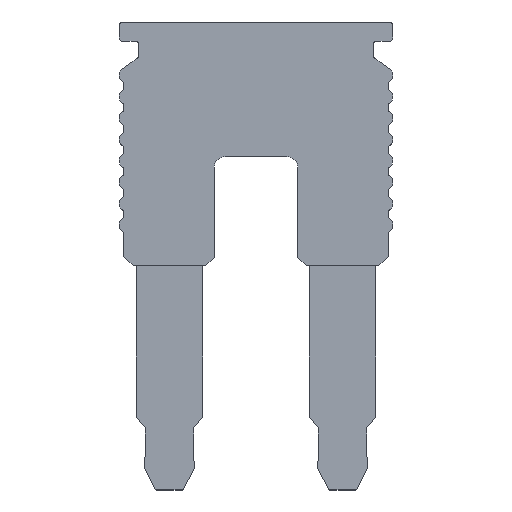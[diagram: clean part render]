
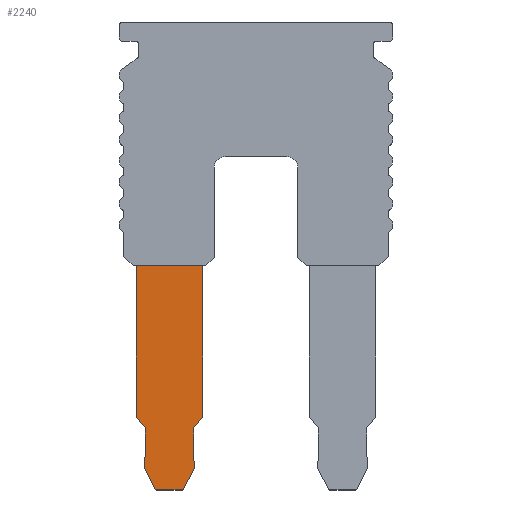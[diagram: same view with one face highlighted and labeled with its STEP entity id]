
A CAD part, top view. The second image highlights one B-rep face of the part: STEP entity #2240.
In plain terms, the highlighted planar face has unit normal (0, 0, 1).
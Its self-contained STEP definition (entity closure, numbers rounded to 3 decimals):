
#669=DIRECTION('',(-1.,0.,0.));
#670=VECTOR('',#669,6.2);
#671=CARTESIAN_POINT('',(-19.356,-8.916,2.15));
#672=LINE('',#671,#670);
#789=DIRECTION('',(0.,1.,0.));
#790=VECTOR('',#789,14.2);
#791=CARTESIAN_POINT('',(-19.356,-23.116,2.15));
#792=LINE('',#791,#790);
#793=DIRECTION('',(0.648,0.762,0.));
#794=VECTOR('',#793,1.312);
#795=CARTESIAN_POINT('',(-20.206,-24.116,2.15));
#796=LINE('',#795,#794);
#797=DIRECTION('',(-0.015,1.,0.));
#798=VECTOR('',#797,3.3);
#799=CARTESIAN_POINT('',(-20.156,-27.416,2.15));
#800=LINE('',#799,#798);
#801=DIRECTION('',(0.,1.,0.));
#802=VECTOR('',#801,0.5);
#803=CARTESIAN_POINT('',(-20.156,-27.916,2.15));
#804=LINE('',#803,#802);
#805=DIRECTION('',(0.447,0.895,0.));
#806=VECTOR('',#805,2.112);
#807=CARTESIAN_POINT('',(-21.099,-29.806,2.15));
#808=LINE('',#807,#806);
#809=CARTESIAN_POINT('',(-21.278,-29.716,2.15));
#810=DIRECTION('',(0.,0.,1.));
#811=DIRECTION('',(0.,-1.,0.));
#812=AXIS2_PLACEMENT_3D('',#809,#810,#811);
#814=DIRECTION('',(1.,0.,0.));
#815=VECTOR('',#814,2.356);
#816=CARTESIAN_POINT('',(-23.634,-29.916,2.15));
#817=LINE('',#816,#815);
#818=CARTESIAN_POINT('',(-23.634,-29.716,2.15));
#819=DIRECTION('',(0.,0.,1.));
#820=DIRECTION('',(-0.895,-0.447,0.));
#821=AXIS2_PLACEMENT_3D('',#818,#819,#820);
#823=DIRECTION('',(0.447,-0.895,0.));
#824=VECTOR('',#823,2.112);
#825=CARTESIAN_POINT('',(-24.756,-27.916,2.15));
#826=LINE('',#825,#824);
#827=DIRECTION('',(0.,-1.,0.));
#828=VECTOR('',#827,0.5);
#829=CARTESIAN_POINT('',(-24.756,-27.416,2.15));
#830=LINE('',#829,#828);
#831=DIRECTION('',(-0.015,-1.,0.));
#832=VECTOR('',#831,3.3);
#833=CARTESIAN_POINT('',(-24.706,-24.116,2.15));
#834=LINE('',#833,#832);
#835=DIRECTION('',(0.648,-0.762,0.));
#836=VECTOR('',#835,1.312);
#837=CARTESIAN_POINT('',(-25.556,-23.116,2.15));
#838=LINE('',#837,#836);
#839=DIRECTION('',(0.,-1.,0.));
#840=VECTOR('',#839,14.2);
#841=CARTESIAN_POINT('',(-25.556,-8.916,2.15));
#842=LINE('',#841,#840);
#1405=CARTESIAN_POINT('',(-25.556,-23.116,2.15));
#1406=CARTESIAN_POINT('',(-24.706,-24.116,2.15));
#1407=VERTEX_POINT('',#1405);
#1408=VERTEX_POINT('',#1406);
#1409=CARTESIAN_POINT('',(-24.756,-27.416,2.15));
#1410=VERTEX_POINT('',#1409);
#1411=CARTESIAN_POINT('',(-24.756,-27.916,2.15));
#1412=VERTEX_POINT('',#1411);
#1413=CARTESIAN_POINT('',(-23.813,-29.806,2.15));
#1414=VERTEX_POINT('',#1413);
#1415=CARTESIAN_POINT('',(-23.634,-29.916,2.15));
#1416=VERTEX_POINT('',#1415);
#1417=CARTESIAN_POINT('',(-21.278,-29.916,2.15));
#1418=VERTEX_POINT('',#1417);
#1419=CARTESIAN_POINT('',(-21.099,-29.806,2.15));
#1420=VERTEX_POINT('',#1419);
#1421=CARTESIAN_POINT('',(-20.156,-27.916,2.15));
#1422=VERTEX_POINT('',#1421);
#1423=CARTESIAN_POINT('',(-20.156,-27.416,2.15));
#1424=VERTEX_POINT('',#1423);
#1425=CARTESIAN_POINT('',(-20.206,-24.116,2.15));
#1426=VERTEX_POINT('',#1425);
#1427=CARTESIAN_POINT('',(-19.356,-23.116,2.15));
#1428=VERTEX_POINT('',#1427);
#1457=CARTESIAN_POINT('',(-19.356,-8.916,2.15));
#1458=CARTESIAN_POINT('',(-25.556,-8.916,2.15));
#1459=VERTEX_POINT('',#1457);
#1460=VERTEX_POINT('',#1458);
#2207=CARTESIAN_POINT('',(0.,0.,2.15));
#2208=DIRECTION('',(0.,0.,1.));
#2209=DIRECTION('',(1.,0.,0.));
#2210=AXIS2_PLACEMENT_3D('',#2207,#2208,#2209);
#2211=PLANE('',#2210);
#2212=ORIENTED_EDGE('',*,*,#2104,.F.);
#2214=ORIENTED_EDGE('',*,*,#2213,.F.);
#2216=ORIENTED_EDGE('',*,*,#2215,.F.);
#2218=ORIENTED_EDGE('',*,*,#2217,.F.);
#2220=ORIENTED_EDGE('',*,*,#2219,.F.);
#2222=ORIENTED_EDGE('',*,*,#2221,.F.);
#2224=ORIENTED_EDGE('',*,*,#2223,.F.);
#2226=ORIENTED_EDGE('',*,*,#2225,.F.);
#2228=ORIENTED_EDGE('',*,*,#2227,.F.);
#2230=ORIENTED_EDGE('',*,*,#2229,.F.);
#2232=ORIENTED_EDGE('',*,*,#2231,.F.);
#2234=ORIENTED_EDGE('',*,*,#2233,.F.);
#2236=ORIENTED_EDGE('',*,*,#2235,.F.);
#2237=ORIENTED_EDGE('',*,*,#2199,.F.);
#2238=EDGE_LOOP('',(#2212,#2214,#2216,#2218,#2220,#2222,#2224,#2226,#2228,#2230,
#2232,#2234,#2236,#2237));
#2239=FACE_OUTER_BOUND('',#2238,.F.);
#2240=ADVANCED_FACE('',(#2239),#2211,.T.);
#813=CIRCLE('',#812,0.2);
#822=CIRCLE('',#821,0.2);
#2104=EDGE_CURVE('',#1459,#1460,#672,.T.);
#2199=EDGE_CURVE('',#1460,#1407,#842,.T.);
#2213=EDGE_CURVE('',#1428,#1459,#792,.T.);
#2215=EDGE_CURVE('',#1426,#1428,#796,.T.);
#2217=EDGE_CURVE('',#1424,#1426,#800,.T.);
#2219=EDGE_CURVE('',#1422,#1424,#804,.T.);
#2221=EDGE_CURVE('',#1420,#1422,#808,.T.);
#2223=EDGE_CURVE('',#1418,#1420,#813,.T.);
#2225=EDGE_CURVE('',#1416,#1418,#817,.T.);
#2227=EDGE_CURVE('',#1414,#1416,#822,.T.);
#2229=EDGE_CURVE('',#1412,#1414,#826,.T.);
#2231=EDGE_CURVE('',#1410,#1412,#830,.T.);
#2233=EDGE_CURVE('',#1408,#1410,#834,.T.);
#2235=EDGE_CURVE('',#1407,#1408,#838,.T.);
